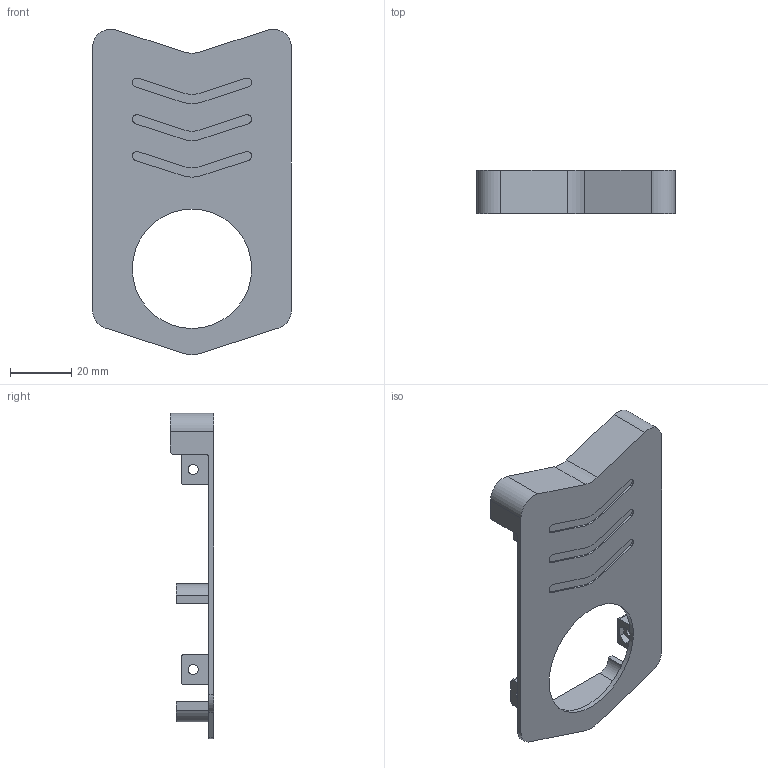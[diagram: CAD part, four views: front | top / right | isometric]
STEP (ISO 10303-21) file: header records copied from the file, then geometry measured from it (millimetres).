
FILE_DESCRIPTION(/* description */ (''),/* implementation_level */ '2;1');
FILE_NAME(/* name */ 'cover.step',/* time_stamp */ '2022-07-17T00:49:16+08:00',/* author */ (''),/* organization */ (''),/* preprocessor_version */ 'ST-DEVELOPER v19',/* originating_system */ 'Autodesk Translation Framework v11.7.0.108',/* authorisation */ '');
FILE_SCHEMA (('AUTOMOTIVE_DESIGN { 1 0 10303 214 3 1 1 }'));
Length unit declared in the file: millimetre
Products named in the file (1): cover
Bounding box: 65 x 14.1 x 106.39 mm (x, y, z)
Volume: 13089.8 mm3; surface area: 16137.1 mm2
Topology: 1 solids, 1 shells, 140 faces, 373 edges, 249 vertices
Faces by surface type: plane 94, cylinder 46
Full cylindrical faces by diameter (mm): 3.3 x4, 39 x1
Entity records: 4410 total; most frequent: CARTESIAN_POINT 763, DIRECTION 747, ORIENTED_EDGE 746, EDGE_CURVE 373, LINE 281, VECTOR 281, VERTEX_POINT 249, AXIS2_PLACEMENT_3D 233
